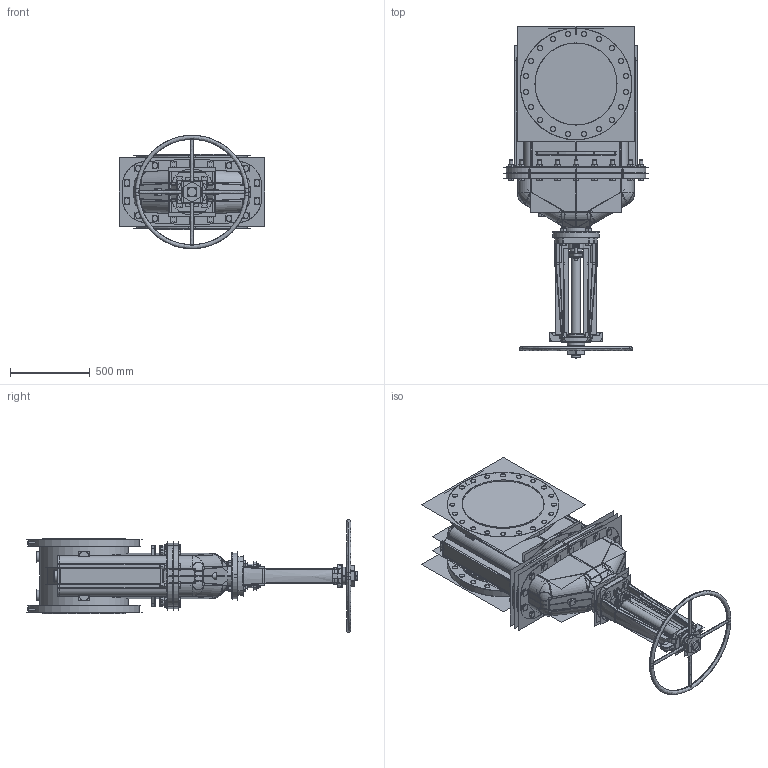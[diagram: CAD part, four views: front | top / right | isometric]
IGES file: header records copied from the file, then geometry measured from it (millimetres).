
Start section:  PTC IGES file: 20 osy assy website.igs
Global section: file name: 20 osy assy website.igs; native system: Pro/ENGINEER by Parametric Technology Corporation; preprocessor: 2010280; author: smm2; organization: Unknown; date: 20141114.074648; units: inch
Bounding box: 911.35 x 2079.12 x 711.2 mm (x, y, z)
Surface area: 15338379.9 mm2 (no closed solid volume)
Topology: 0 solids, 0 shells, 2832 faces, 39364 edges, 51334 vertices
Faces by surface type: bspline 1726, revolution 1106
